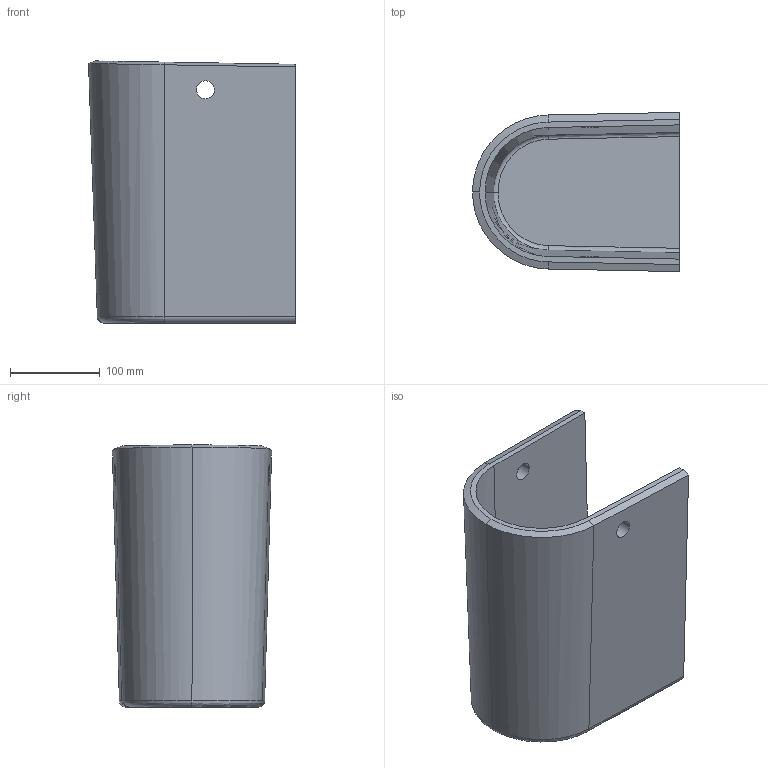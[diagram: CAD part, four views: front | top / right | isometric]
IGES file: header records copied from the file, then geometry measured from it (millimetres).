
Global section: file name: No Iges File Name specified; native system: Autodesk Inventor 2011; preprocessor: AutoDesk Inventor Iges Exporter R2011; author: Administrator; date: 20110518.191331; units: millimetre
Bounding box: 230.03 x 177.03 x 291.38 mm (x, y, z)
Volume: 2451855.2 mm3; surface area: 367154 mm2
Topology: 1 solids, 1 shells, 28 faces, 69 edges, 43 vertices
Faces by surface type: plane 10, bspline 10, revolution 6, cylinder 2
